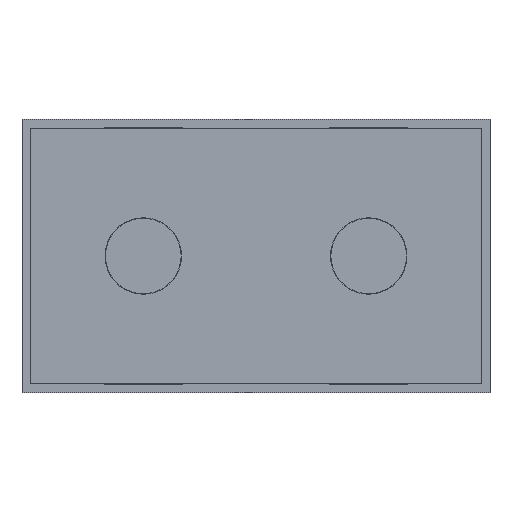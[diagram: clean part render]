
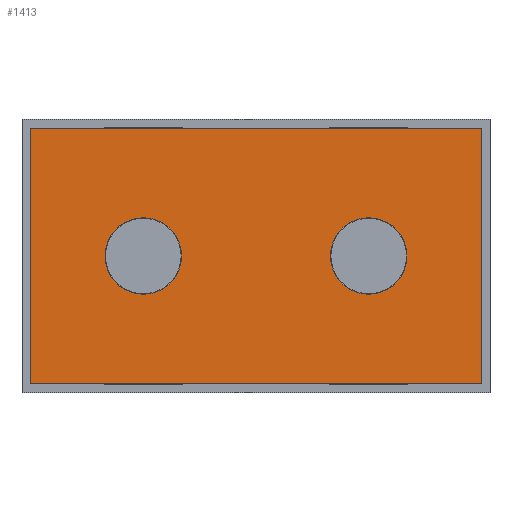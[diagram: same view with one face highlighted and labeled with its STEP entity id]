
A CAD part, front view. The second image highlights one B-rep face of the part: STEP entity #1413.
In plain terms, the highlighted planar face has unit normal (0, -1, 0).
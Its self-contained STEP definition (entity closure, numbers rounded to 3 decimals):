
#293=DIRECTION('',(0.,0.,1.));
#294=VECTOR('',#293,655.);
#295=CARTESIAN_POINT('',(-578.,-179.,-327.5));
#296=LINE('',#295,#294);
#297=DIRECTION('',(1.,0.,0.));
#298=VECTOR('',#297,1156.);
#299=CARTESIAN_POINT('',(-578.,-179.,327.5));
#300=LINE('',#299,#298);
#301=DIRECTION('',(0.,0.,1.));
#302=VECTOR('',#301,655.);
#303=CARTESIAN_POINT('',(578.,-179.,-327.5));
#304=LINE('',#303,#302);
#305=DIRECTION('',(1.,0.,0.));
#306=VECTOR('',#305,1156.);
#307=CARTESIAN_POINT('',(-578.,-179.,-327.5));
#308=LINE('',#307,#306);
#533=CARTESIAN_POINT('',(-289.,-179.,0.));
#534=DIRECTION('',(0.,-1.,0.));
#535=DIRECTION('',(1.,0.,0.));
#536=AXIS2_PLACEMENT_3D('',#533,#534,#535);
#542=CARTESIAN_POINT('',(-289.,-179.,0.));
#543=DIRECTION('',(0.,-1.,0.));
#544=DIRECTION('',(-1.,0.,0.));
#545=AXIS2_PLACEMENT_3D('',#542,#543,#544);
#659=CARTESIAN_POINT('',(289.,-179.,0.));
#660=DIRECTION('',(0.,-1.,0.));
#661=DIRECTION('',(-1.,0.,0.));
#662=AXIS2_PLACEMENT_3D('',#659,#660,#661);
#668=CARTESIAN_POINT('',(289.,-179.,0.));
#669=DIRECTION('',(0.,-1.,0.));
#670=DIRECTION('',(1.,0.,0.));
#671=AXIS2_PLACEMENT_3D('',#668,#669,#670);
#769=CARTESIAN_POINT('',(-578.,-179.,-327.5));
#770=CARTESIAN_POINT('',(-578.,-179.,327.5));
#771=VERTEX_POINT('',#769);
#772=VERTEX_POINT('',#770);
#773=CARTESIAN_POINT('',(578.,-179.,-327.5));
#774=VERTEX_POINT('',#773);
#775=CARTESIAN_POINT('',(578.,-179.,327.5));
#776=VERTEX_POINT('',#775);
#809=CARTESIAN_POINT('',(-191.,-179.,0.));
#810=CARTESIAN_POINT('',(-387.,-179.,0.));
#811=VERTEX_POINT('',#809);
#812=VERTEX_POINT('',#810);
#813=CARTESIAN_POINT('',(387.,-179.,0.));
#814=CARTESIAN_POINT('',(191.,-179.,0.));
#815=VERTEX_POINT('',#813);
#816=VERTEX_POINT('',#814);
#1388=CARTESIAN_POINT('',(0.,-179.,0.));
#1389=DIRECTION('',(0.,-1.,0.));
#1390=DIRECTION('',(1.,0.,0.));
#1391=AXIS2_PLACEMENT_3D('',#1388,#1389,#1390);
#1392=PLANE('',#1391);
#1393=ORIENTED_EDGE('',*,*,#1367,.T.);
#1394=ORIENTED_EDGE('',*,*,#1153,.T.);
#1396=ORIENTED_EDGE('',*,*,#1395,.F.);
#1398=ORIENTED_EDGE('',*,*,#1397,.F.);
#1399=EDGE_LOOP('',(#1393,#1394,#1396,#1398));
#1400=FACE_OUTER_BOUND('',#1399,.F.);
#1402=ORIENTED_EDGE('',*,*,#1401,.T.);
#1404=ORIENTED_EDGE('',*,*,#1403,.T.);
#1405=EDGE_LOOP('',(#1402,#1404));
#1406=FACE_BOUND('',#1405,.F.);
#1408=ORIENTED_EDGE('',*,*,#1407,.T.);
#1410=ORIENTED_EDGE('',*,*,#1409,.T.);
#1411=EDGE_LOOP('',(#1408,#1410));
#1412=FACE_BOUND('',#1411,.F.);
#1413=ADVANCED_FACE('',(#1400,#1406,#1412),#1392,.T.);
#537=CIRCLE('',#536,98.);
#546=CIRCLE('',#545,98.);
#663=CIRCLE('',#662,98.);
#672=CIRCLE('',#671,98.);
#1153=EDGE_CURVE('',#772,#776,#300,.T.);
#1367=EDGE_CURVE('',#771,#772,#296,.T.);
#1395=EDGE_CURVE('',#774,#776,#304,.T.);
#1397=EDGE_CURVE('',#771,#774,#308,.T.);
#1401=EDGE_CURVE('',#811,#812,#537,.T.);
#1403=EDGE_CURVE('',#812,#811,#546,.T.);
#1407=EDGE_CURVE('',#815,#816,#672,.T.);
#1409=EDGE_CURVE('',#816,#815,#663,.T.);
